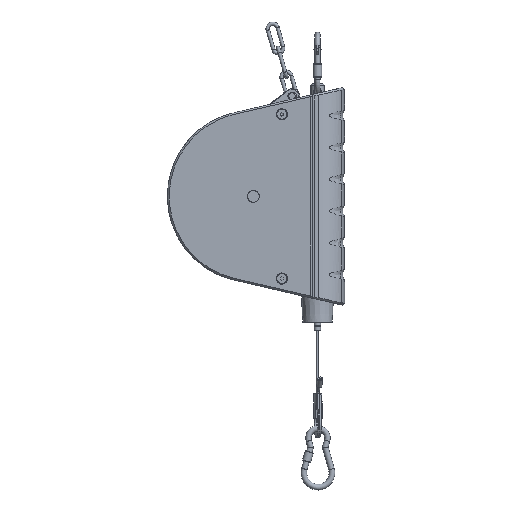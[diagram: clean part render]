
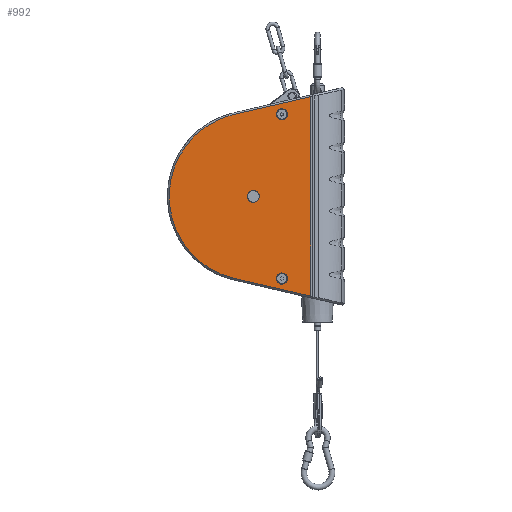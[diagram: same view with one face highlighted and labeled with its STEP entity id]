
A CAD part, front view. The second image highlights one B-rep face of the part: STEP entity #992.
In plain terms, the highlighted face is planar.
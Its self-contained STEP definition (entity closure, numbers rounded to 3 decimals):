
#208=CARTESIAN_POINT('',(79.887,35.,9.554));
#209=VERTEX_POINT('',#208);
#296=CARTESIAN_POINT('',(79.887,35.,205.446));
#297=VERTEX_POINT('',#296);
#304=CARTESIAN_POINT('',(79.887,35.0,205.446));
#305=CARTESIAN_POINT('',(76.745,35.0,204.72));
#306=CARTESIAN_POINT('',(73.636,35.0,203.843));
#307=CARTESIAN_POINT('',(70.582,35.0,202.821));
#308=CARTESIAN_POINT('',(67.529,35.0,201.798));
#309=CARTESIAN_POINT('',(64.531,35.0,200.631));
#310=CARTESIAN_POINT('',(61.599,35.0,199.325));
#311=CARTESIAN_POINT('',(58.667,35.0,198.019));
#312=CARTESIAN_POINT('',(55.801,35.0,196.574));
#313=CARTESIAN_POINT('',(53.005,35.0,194.993));
#314=CARTESIAN_POINT('',(50.209,35.0,193.411));
#315=CARTESIAN_POINT('',(47.483,35.0,191.692));
#316=CARTESIAN_POINT('',(44.845,35.0,189.845));
#317=CARTESIAN_POINT('',(41.327,35.0,187.382));
#318=CARTESIAN_POINT('',(37.967,35.0,184.692));
#319=CARTESIAN_POINT('',(34.795,35.0,181.802));
#320=CARTESIAN_POINT('',(31.624,35.,178.912));
#321=CARTESIAN_POINT('',(28.642,35.,175.823));
#322=CARTESIAN_POINT('',(25.868,35.,172.556));
#323=CARTESIAN_POINT('',(24.481,35.0,170.923));
#324=CARTESIAN_POINT('',(23.147,35.0,169.245));
#325=CARTESIAN_POINT('',(21.867,35.0,167.525));
#326=CARTESIAN_POINT('',(20.587,35.0,165.806));
#327=CARTESIAN_POINT('',(19.362,35.0,164.045));
#328=CARTESIAN_POINT('',(18.194,35.0,162.247));
#329=CARTESIAN_POINT('',(15.858,35.0,158.65));
#330=CARTESIAN_POINT('',(13.752,35.0,154.903));
#331=CARTESIAN_POINT('',(11.894,35.0,151.037));
#332=CARTESIAN_POINT('',(8.179,35.0,143.305));
#333=CARTESIAN_POINT('',(5.46,35.0,135.098));
#334=CARTESIAN_POINT('',(3.824,35.0,126.679));
#335=CARTESIAN_POINT('',(2.187,35.0,118.261));
#336=CARTESIAN_POINT('',(1.635,35.0,109.631));
#337=CARTESIAN_POINT('',(2.183,35.0,101.072));
#338=CARTESIAN_POINT('',(2.457,35.0,96.792));
#339=CARTESIAN_POINT('',(3.006,35.0,92.53));
#340=CARTESIAN_POINT('',(3.824,35.0,88.321));
#341=CARTESIAN_POINT('',(4.643,35.0,84.111));
#342=CARTESIAN_POINT('',(5.73,35.0,79.954));
#343=CARTESIAN_POINT('',(7.079,35.0,75.884));
#344=CARTESIAN_POINT('',(8.427,35.0,71.814));
#345=CARTESIAN_POINT('',(10.037,35.0,67.829));
#346=CARTESIAN_POINT('',(11.895,35.0,63.963));
#347=CARTESIAN_POINT('',(13.753,35.0,60.097));
#348=CARTESIAN_POINT('',(15.858,35.0,56.349));
#349=CARTESIAN_POINT('',(18.194,35.0,52.753));
#350=CARTESIAN_POINT('',(21.697,35.0,47.358));
#351=CARTESIAN_POINT('',(25.716,35.0,42.305));
#352=CARTESIAN_POINT('',(30.183,35.0,37.679));
#353=CARTESIAN_POINT('',(32.416,35.0,35.366));
#354=CARTESIAN_POINT('',(34.761,35.0,33.16));
#355=CARTESIAN_POINT('',(37.208,35.0,31.069));
#356=CARTESIAN_POINT('',(39.656,35.0,28.978));
#357=CARTESIAN_POINT('',(42.207,35.0,27.002));
#358=CARTESIAN_POINT('',(44.845,35.0,25.155));
#359=CARTESIAN_POINT('',(47.483,35.0,23.308));
#360=CARTESIAN_POINT('',(50.209,35.0,21.589));
#361=CARTESIAN_POINT('',(53.005,35.0,20.007));
#362=CARTESIAN_POINT('',(55.801,35.0,18.426));
#363=CARTESIAN_POINT('',(58.667,35.0,16.981));
#364=CARTESIAN_POINT('',(61.599,35.0,15.675));
#365=CARTESIAN_POINT('',(64.531,35.0,14.369));
#366=CARTESIAN_POINT('',(67.529,35.0,13.202));
#367=CARTESIAN_POINT('',(70.582,35.0,12.179));
#368=CARTESIAN_POINT('',(73.636,35.0,11.157));
#369=CARTESIAN_POINT('',(76.745,35.0,10.28));
#370=CARTESIAN_POINT('',(79.887,35.0,9.554));
#371=B_SPLINE_CURVE_WITH_KNOTS('',3,(#304,#305,#306,#307,#308,#309,#310,#311,#312,#313,#314,#315,#316,#317,#318,#319,#320,#321,#322,#323,#324,#325,#326,#327,#328,#329,#330,#331,#332,#333,#334,#335,#336,#337,#338,#339,#340,#341,#342,#343,#344,#345,#346,#347,#348,#349,#350,#351,#352,#353,#354,#355,#356,#357,#358,#359,#360,#361,#362,#363,#364,#365,#366,#367,#368,#369,#370),.UNSPECIFIED.,.F.,.U.,(4,3,3,3,3,3,3,3,3,3,3,3,3,3,3,3,3,3,3,3,3,3,4),(-36.558,-35.595,-34.632,-33.67,-32.707,-31.423,-30.139,-29.497,-28.855,-27.572,-25.004,-22.436,-21.152,-19.869,-18.585,-17.301,-15.375,-14.412,-13.45,-12.487,-11.524,-10.561,-9.598),.UNSPECIFIED.);
#372=EDGE_CURVE('',#297,#209,#371,.T.);
#382=CARTESIAN_POINT('',(171.091,35.,-11.502));
#383=VERTEX_POINT('',#382);
#399=CARTESIAN_POINT('',(79.887,35.,9.554));
#400=DIRECTION('',(0.974,0.,-0.225));
#401=VECTOR('',#400,93.603);
#402=LINE('',#399,#401);
#403=EDGE_CURVE('',#209,#383,#402,.T.);
#415=CARTESIAN_POINT('',(171.091,35.,226.502));
#416=VERTEX_POINT('',#415);
#423=CARTESIAN_POINT('',(171.091,35.,226.502));
#424=DIRECTION('',(-0.974,0.,-0.225));
#425=VECTOR('',#424,93.603);
#426=LINE('',#423,#425);
#427=EDGE_CURVE('',#416,#297,#426,.T.);
#943=CARTESIAN_POINT('',(0.,35.0,0.0));
#944=DIRECTION('',(0.0,1.0,0.0));
#945=DIRECTION('',(0.0,0.0,1.0));
#946=AXIS2_PLACEMENT_3D('',#943,#944,#945);
#947=PLANE('',#946);
#948=ORIENTED_EDGE('',*,*,#403,.F.);
#949=ORIENTED_EDGE('',*,*,#372,.F.);
#950=ORIENTED_EDGE('',*,*,#427,.F.);
#951=CARTESIAN_POINT('',(171.091,35.,-11.502));
#952=DIRECTION('',(0.0,0.0,1.0));
#953=VECTOR('',#952,238.004);
#954=LINE('',#951,#953);
#955=EDGE_CURVE('',#383,#416,#954,.T.);
#956=ORIENTED_EDGE('',*,*,#955,.F.);
#957=EDGE_LOOP('',(#948,#949,#950,#956));
#958=FACE_OUTER_BOUND('',#957,.T.);
#959=CARTESIAN_POINT('',(143.15,35.,9.5));
#960=VERTEX_POINT('',#959);
#961=CARTESIAN_POINT('',(136.5,35.,9.5));
#962=DIRECTION('',(0.0,1.0,0.0));
#963=DIRECTION('',(-1.0,0.0,0.0));
#964=AXIS2_PLACEMENT_3D('',#961,#962,#963);
#965=CIRCLE('',#964,6.65);
#966=EDGE_CURVE('',#960,#960,#965,.T.);
#967=ORIENTED_EDGE('',*,*,#966,.F.);
#968=EDGE_LOOP('',(#967));
#969=FACE_BOUND('',#968,.T.);
#970=CARTESIAN_POINT('',(109.55,35.,107.5));
#971=VERTEX_POINT('',#970);
#972=CARTESIAN_POINT('',(102.5,35.,107.5));
#973=DIRECTION('',(0.0,-1.0,0.0));
#974=DIRECTION('',(-1.0,0.0,0.0));
#975=AXIS2_PLACEMENT_3D('',#972,#973,#974);
#976=CIRCLE('',#975,7.05);
#977=EDGE_CURVE('',#971,#971,#976,.T.);
#978=ORIENTED_EDGE('',*,*,#977,.T.);
#979=EDGE_LOOP('',(#978));
#980=FACE_BOUND('',#979,.T.);
#981=CARTESIAN_POINT('',(143.15,35.,205.5));
#982=VERTEX_POINT('',#981);
#983=CARTESIAN_POINT('',(136.5,35.0,205.5));
#984=DIRECTION('',(0.0,-1.0,0.0));
#985=DIRECTION('',(-1.0,0.0,0.0));
#986=AXIS2_PLACEMENT_3D('',#983,#984,#985);
#987=CIRCLE('',#986,6.65);
#988=EDGE_CURVE('',#982,#982,#987,.T.);
#989=ORIENTED_EDGE('',*,*,#988,.T.);
#990=EDGE_LOOP('',(#989));
#991=FACE_BOUND('',#990,.T.);
#992=ADVANCED_FACE('',(#958,#969,#980,#991),#947,.T.);
